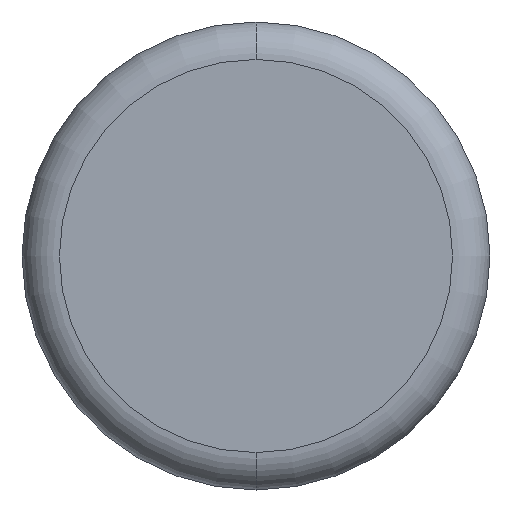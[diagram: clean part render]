
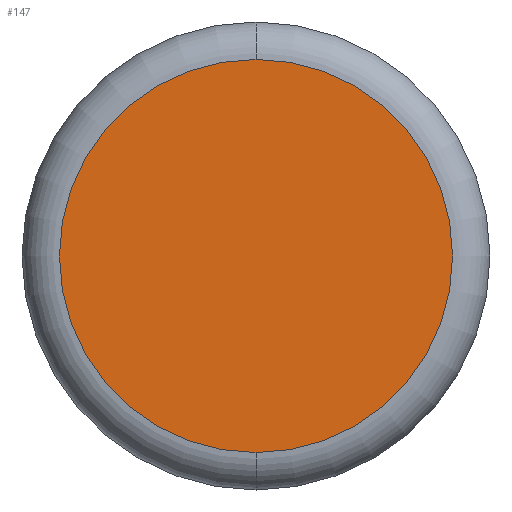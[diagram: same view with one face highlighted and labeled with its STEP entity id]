
A CAD part, front view. The second image highlights one B-rep face of the part: STEP entity #147.
In plain terms, the highlighted planar face has unit normal (0, -1, 0).
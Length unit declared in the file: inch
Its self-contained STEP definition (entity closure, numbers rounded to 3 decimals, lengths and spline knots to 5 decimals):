
#3 = DIRECTION ( 'NONE',  ( 0., -1., 0. ) ) ;
#35 = CARTESIAN_POINT ( 'NONE',  ( 0., 0., 0. ) ) ;
#41 = CIRCLE ( 'NONE', #327, 0.315 ) ;
#92 = CARTESIAN_POINT ( 'NONE',  ( 0., 0., 0. ) ) ;
#93 = CIRCLE ( 'NONE', #134, 0.315 ) ;
#106 = FACE_OUTER_BOUND ( 'NONE', #226, .T. ) ;
#108 = EDGE_CURVE ( 'NONE', #332, #385, #41, .T. ) ;
#115 = CARTESIAN_POINT ( 'NONE',  ( 0., 0., 0.315 ) ) ;
#121 = DIRECTION ( 'NONE',  ( 0., -1., 0. ) ) ;
#134 = AXIS2_PLACEMENT_3D ( 'NONE', #239, #371, #201 ) ;
#147 = ADVANCED_FACE ( 'NONE', ( #106 ), #231, .T. ) ;
#171 = AXIS2_PLACEMENT_3D ( 'NONE', #92, #121, #211 ) ;
#201 = DIRECTION ( 'NONE',  ( 0., 0., -1. ) ) ;
#211 = DIRECTION ( 'NONE',  ( 0., 0., -1. ) ) ;
#226 = EDGE_LOOP ( 'NONE', ( #336, #299 ) ) ;
#231 = PLANE ( 'NONE',  #171 ) ;
#239 = CARTESIAN_POINT ( 'NONE',  ( 0., 0., 0. ) ) ;
#275 = CARTESIAN_POINT ( 'NONE',  ( 0., 0., -0.315 ) ) ;
#299 = ORIENTED_EDGE ( 'NONE', *, *, #108, .T. ) ;
#311 = EDGE_CURVE ( 'NONE', #385, #332, #93, .T. ) ;
#327 = AXIS2_PLACEMENT_3D ( 'NONE', #35, #3, #373 ) ;
#332 = VERTEX_POINT ( 'NONE', #115 ) ;
#336 = ORIENTED_EDGE ( 'NONE', *, *, #311, .T. ) ;
#371 = DIRECTION ( 'NONE',  ( 0., -1., 0. ) ) ;
#373 = DIRECTION ( 'NONE',  ( 0., 0., -1. ) ) ;
#385 = VERTEX_POINT ( 'NONE', #275 ) ;
